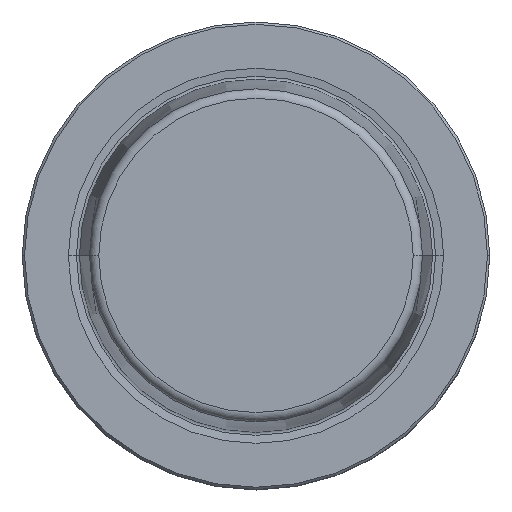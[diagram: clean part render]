
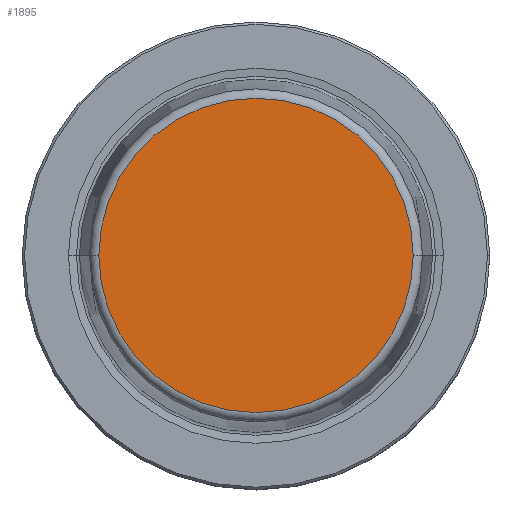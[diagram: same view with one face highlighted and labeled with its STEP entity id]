
A CAD part, top view. The second image highlights one B-rep face of the part: STEP entity #1895.
In plain terms, the highlighted planar face has unit normal (0, 0, 1).
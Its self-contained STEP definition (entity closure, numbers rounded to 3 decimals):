
#536=CARTESIAN_POINT('',(0.,0.,19.9));
#537=DIRECTION('',(0.,0.,1.));
#538=DIRECTION('',(1.,0.,0.));
#539=AXIS2_PLACEMENT_3D('',#536,#537,#538);
#544=CARTESIAN_POINT('',(0.,0.,19.9));
#545=DIRECTION('',(0.,0.,-1.));
#546=DIRECTION('',(1.,0.,0.));
#547=AXIS2_PLACEMENT_3D('',#544,#545,#546);
#1350=CARTESIAN_POINT('',(13.446,0.,19.9));
#1351=VERTEX_POINT('',#1350);
#1366=CARTESIAN_POINT('',(-13.446,0.,19.9));
#1367=VERTEX_POINT('',#1366);
#1886=CARTESIAN_POINT('',(0.,0.,19.9));
#1887=DIRECTION('',(0.,0.,-1.));
#1888=DIRECTION('',(-1.,0.,0.));
#1889=AXIS2_PLACEMENT_3D('',#1886,#1887,#1888);
#1890=PLANE('',#1889);
#1891=ORIENTED_EDGE('',*,*,#1879,.F.);
#1892=ORIENTED_EDGE('',*,*,#1868,.T.);
#1893=EDGE_LOOP('',(#1891,#1892));
#1894=FACE_OUTER_BOUND('',#1893,.F.);
#540=CIRCLE('',#539,13.446);
#548=CIRCLE('',#547,13.446);
#1868=EDGE_CURVE('',#1351,#1367,#548,.T.);
#1879=EDGE_CURVE('',#1351,#1367,#540,.T.);
#1895=ADVANCED_FACE('',(#1894),#1890,.F.);
